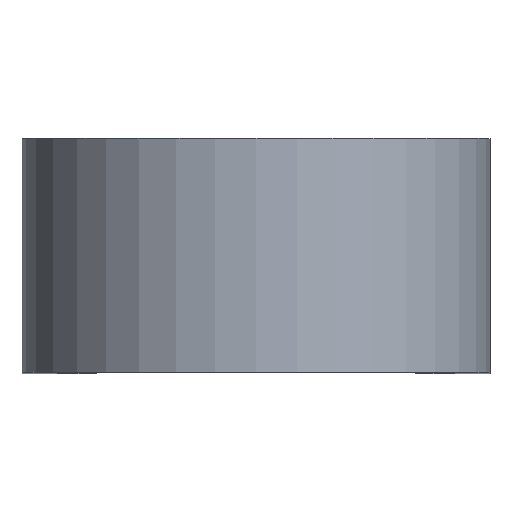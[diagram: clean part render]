
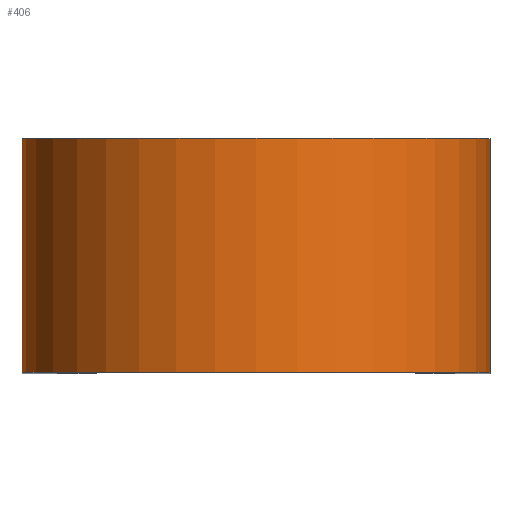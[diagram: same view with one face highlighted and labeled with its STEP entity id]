
A CAD part, top view. The second image highlights one B-rep face of the part: STEP entity #406.
In plain terms, the highlighted cylindrical face has radius 10 mm (diameter 20 mm), a partial arc.
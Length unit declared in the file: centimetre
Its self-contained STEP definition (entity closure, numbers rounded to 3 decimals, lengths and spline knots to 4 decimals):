
#51=FACE_OUTER_BOUND('',#72,.T.);
#72=EDGE_LOOP('',(#337,#338,#339,#340));
#97=LINE('',#616,#137);
#117=LINE('',#669,#157);
#137=VECTOR('',#497,0.1);
#157=VECTOR('',#547,0.1);
#171=CIRCLE('',#442,1.);
#172=CIRCLE('',#443,1.);
#191=VERTEX_POINT('',#612);
#192=VERTEX_POINT('',#614);
#209=VERTEX_POINT('',#666);
#210=VERTEX_POINT('',#668);
#237=EDGE_CURVE('',#191,#192,#97,.T.);
#263=EDGE_CURVE('',#209,#210,#117,.T.);
#265=EDGE_CURVE('',#191,#209,#171,.T.);
#266=EDGE_CURVE('',#210,#192,#172,.T.);
#337=ORIENTED_EDGE('',*,*,#265,.F.);
#338=ORIENTED_EDGE('',*,*,#237,.T.);
#339=ORIENTED_EDGE('',*,*,#266,.F.);
#340=ORIENTED_EDGE('',*,*,#263,.F.);
#387=CYLINDRICAL_SURFACE('',#441,1.);
#406=ADVANCED_FACE('',(#51),#387,.T.);
#441=AXIS2_PLACEMENT_3D('',#671,#549,#550);
#442=AXIS2_PLACEMENT_3D('',#672,#551,#552);
#443=AXIS2_PLACEMENT_3D('',#673,#553,#554);
#497=DIRECTION('',(0.,1.,0.));
#547=DIRECTION('',(0.,1.,0.));
#549=DIRECTION('center_axis',(0.,-1.,0.));
#550=DIRECTION('ref_axis',(0.,0.,1.));
#551=DIRECTION('center_axis',(0.,-1.,0.));
#552=DIRECTION('ref_axis',(0.,0.,1.));
#553=DIRECTION('center_axis',(0.,1.,0.));
#554=DIRECTION('ref_axis',(0.,0.,1.));
#612=CARTESIAN_POINT('',(0.71,0.0169,0.));
#614=CARTESIAN_POINT('',(0.71,1.0169,0.));
#616=CARTESIAN_POINT('',(0.71,0.0169,0.));
#666=CARTESIAN_POINT('',(-1.29,0.0169,0.));
#668=CARTESIAN_POINT('',(-1.29,1.0169,0.));
#669=CARTESIAN_POINT('',(-1.29,0.0169,0.));
#671=CARTESIAN_POINT('Origin',(-0.29,0.0169,0.));
#672=CARTESIAN_POINT('Origin',(-0.29,0.0169,0.));
#673=CARTESIAN_POINT('Origin',(-0.29,1.0169,0.));
